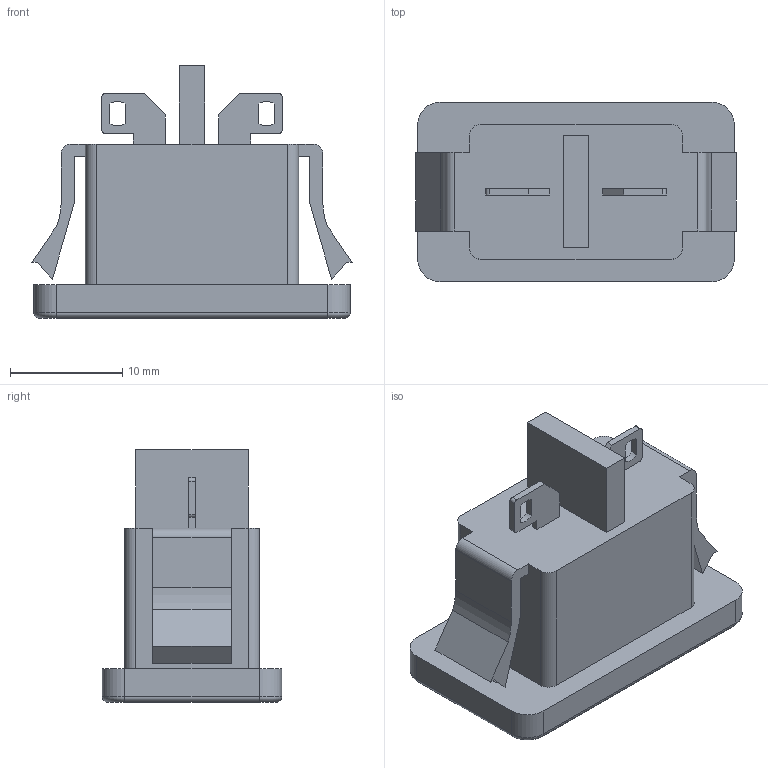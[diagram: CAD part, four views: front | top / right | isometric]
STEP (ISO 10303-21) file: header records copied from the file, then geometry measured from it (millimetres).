
FILE_DESCRIPTION(/* description */ (''),/* implementation_level */ '2;1');
FILE_NAME(/* name */ 'C7_PLUG-IN.step',/* time_stamp */ '2023-01-07T19:03:54+01:00',/* author */ (''),/* organization */ (''),/* preprocessor_version */ 'ST-DEVELOPER v19.2',/* originating_system */ 'Autodesk Translation Framework v11.17.0.187',/* authorisation */ '');
FILE_SCHEMA (('AUTOMOTIVE_DESIGN { 1 0 10303 214 3 1 1 }'));
Length unit declared in the file: millimetre
Products named in the file (1): C7_PLUG-IN
Bounding box: 28.55 x 16 x 22.5 mm (x, y, z)
Volume: 3338.9 mm3; surface area: 3489.5 mm2
Topology: 1 solids, 3 shells, 107 faces, 284 edges, 186 vertices
Faces by surface type: plane 65, cylinder 36, torus 4, sphere 2
Full cylindrical faces by diameter (mm): 2.36 x2, 6.3 x2
Entity records: 3462 total; most frequent: DIRECTION 576, CARTESIAN_POINT 576, ORIENTED_EDGE 556, EDGE_CURVE 282, LINE 204, VECTOR 204, VERTEX_POINT 186, AXIS2_PLACEMENT_3D 186
